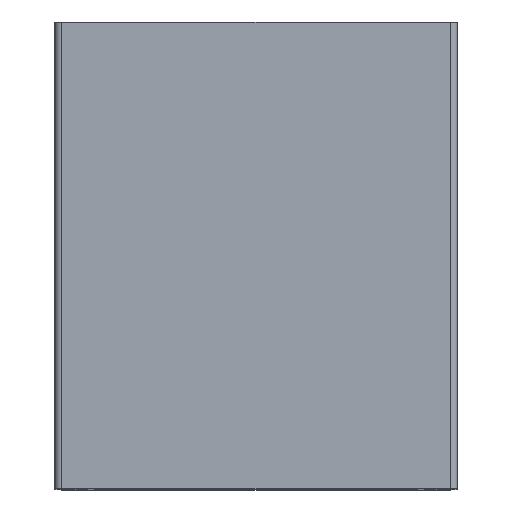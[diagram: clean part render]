
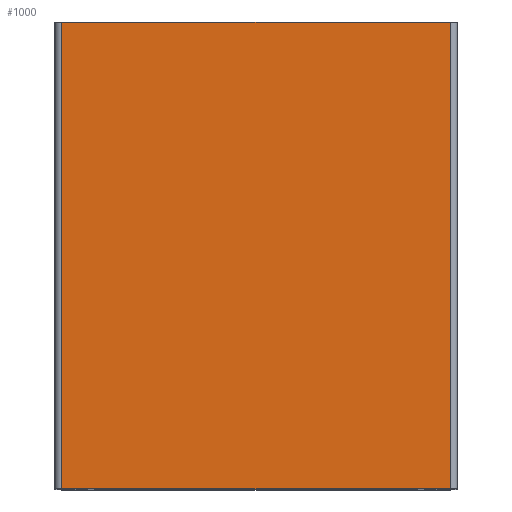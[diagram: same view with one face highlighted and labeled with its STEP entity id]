
A CAD part, top view. The second image highlights one B-rep face of the part: STEP entity #1000.
In plain terms, the highlighted planar face has unit normal (0, 0, 1).
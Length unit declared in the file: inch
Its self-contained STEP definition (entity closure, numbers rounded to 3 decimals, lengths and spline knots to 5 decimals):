
#62=FACE_OUTER_BOUND('',#117,.T.);
#117=EDGE_LOOP('',(#739,#740,#741,#742));
#191=LINE('',#1477,#319);
#193=LINE('',#1483,#321);
#194=LINE('',#1485,#322);
#195=LINE('',#1486,#323);
#319=VECTOR('',#1204,0.361);
#321=VECTOR('',#1210,0.30076);
#322=VECTOR('',#1211,0.361);
#323=VECTOR('',#1212,0.30076);
#440=VERTEX_POINT('',#1474);
#441=VERTEX_POINT('',#1476);
#443=VERTEX_POINT('',#1482);
#444=VERTEX_POINT('',#1484);
#552=EDGE_CURVE('',#441,#440,#191,.T.);
#555=EDGE_CURVE('',#440,#443,#193,.T.);
#556=EDGE_CURVE('',#444,#443,#194,.T.);
#557=EDGE_CURVE('',#441,#444,#195,.T.);
#739=ORIENTED_EDGE('',*,*,#555,.T.);
#740=ORIENTED_EDGE('',*,*,#556,.F.);
#741=ORIENTED_EDGE('',*,*,#557,.F.);
#742=ORIENTED_EDGE('',*,*,#552,.T.);
#950=PLANE('',#1065);
#1000=ADVANCED_FACE('',(#62),#950,.T.);
#1065=AXIS2_PLACEMENT_3D('',#1481,#1208,#1209);
#1204=DIRECTION('',(0.,-1.,0.));
#1208=DIRECTION('center_axis',(0.,0.,1.));
#1209=DIRECTION('ref_axis',(1.,0.,0.));
#1210=DIRECTION('',(1.,0.,0.));
#1211=DIRECTION('',(0.,-1.,0.));
#1212=DIRECTION('',(1.,0.,0.));
#1474=CARTESIAN_POINT('',(-0.15038,-0.371,0.256));
#1476=CARTESIAN_POINT('',(-0.15038,-0.01,0.256));
#1477=CARTESIAN_POINT('',(-0.15038,-0.01,0.256));
#1481=CARTESIAN_POINT('Origin',(-0.15038,-0.01,0.256));
#1482=CARTESIAN_POINT('',(0.15038,-0.371,0.256));
#1483=CARTESIAN_POINT('',(-0.15038,-0.371,0.256));
#1484=CARTESIAN_POINT('',(0.15038,-0.01,0.256));
#1485=CARTESIAN_POINT('',(0.15038,-0.01,0.256));
#1486=CARTESIAN_POINT('',(-0.15038,-0.01,0.256));
